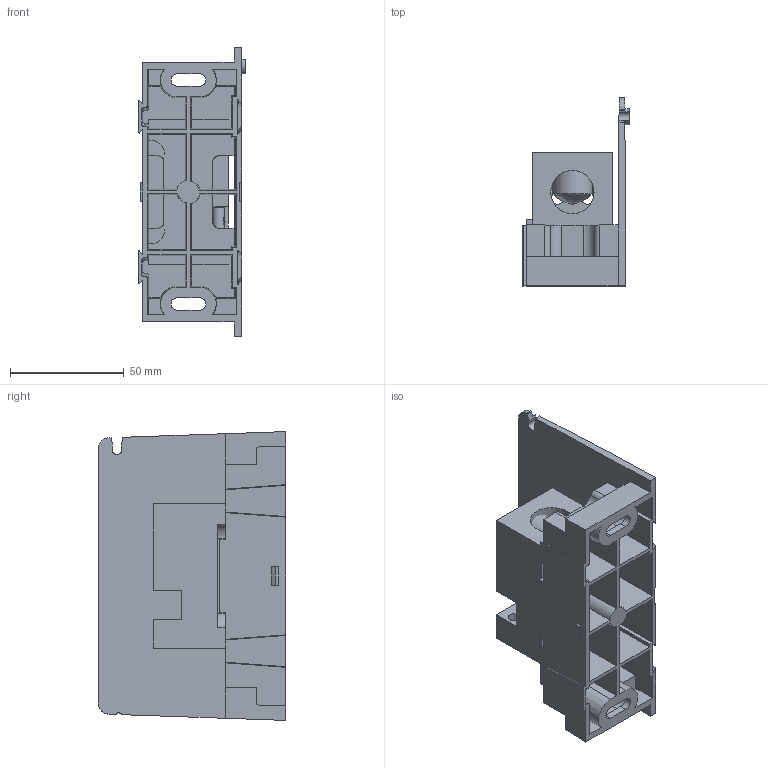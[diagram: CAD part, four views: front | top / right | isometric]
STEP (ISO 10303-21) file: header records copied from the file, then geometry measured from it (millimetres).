
FILE_DESCRIPTION (( 'STEP AP214' ), '1' );
FILE_NAME ('701990rev-ADDER.STEP', '2015-06-24T15:35:40', ( '' ), ( '' ), 'SwSTEP 2.0', 'SolidWorks 2014', '' );
FILE_SCHEMA (( 'AUTOMOTIVE_DESIGN' ));
Length unit declared in the file: inch
Products named in the file (1): 701990rev-ADDER
Bounding box: 46.93 x 82.55 x 127.01 mm (x, y, z)
Surface area: 61074.6 mm2 (no closed solid volume)
Topology: 0 solids, 18 shells, 338 faces, 1330 edges, 973 vertices
Faces by surface type: plane 186, cylinder 115, cone 33, bspline 4
Entity records: 21797 total; most frequent: CARTESIAN_POINT 7069, ORIENTED_EDGE 2096, DIRECTION 1873, EDGE_CURVE 1326, VERTEX_POINT 973, LINE 813, VECTOR 813, AXIS2_PLACEMENT_3D 530
